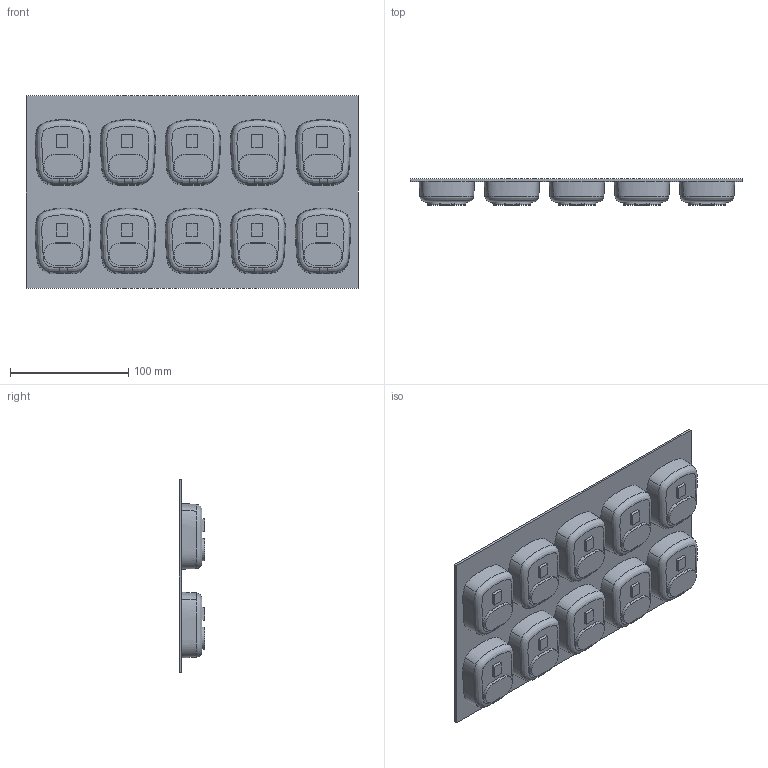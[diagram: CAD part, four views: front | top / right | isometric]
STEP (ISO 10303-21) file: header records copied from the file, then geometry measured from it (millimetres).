
FILE_DESCRIPTION (( 'STEP AP214' ), '1' );
FILE_NAME ('moule thermoformage.STEP', '2019-02-25T15:27:37', ( '' ), ( '' ), 'SwSTEP 2.0', 'SolidWorks 2018', '' );
FILE_SCHEMA (( 'AUTOMOTIVE_DESIGN' ));
Length unit declared in the file: millimetre
Products named in the file (1): moule thermoformage
Bounding box: 280.69 x 21.86 x 163 mm (x, y, z)
Volume: 492515.1 mm3; surface area: 121632.2 mm2
Topology: 1 solids, 1 shells, 176 faces, 412 edges, 268 vertices
Faces by surface type: plane 106, bspline 40, cone 20, cylinder 10
Entity records: 23604 total; most frequent: CARTESIAN_POINT 17967, ORIENTED_EDGE 824, DIRECTION 596, EDGE_CURVE 412, VERTEX_POINT 268, LINE 242, VECTOR 242, EDGE_LOOP 206
